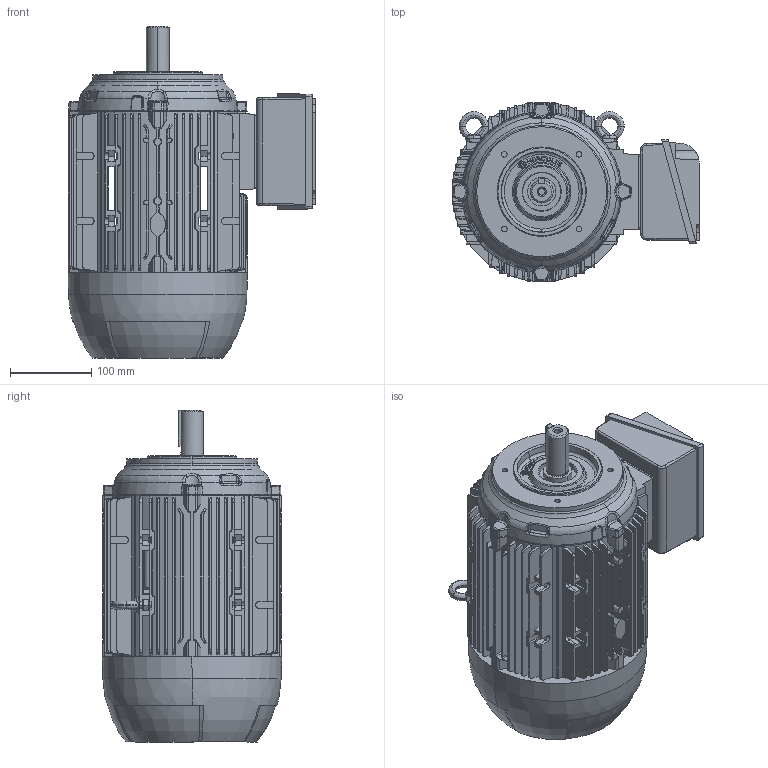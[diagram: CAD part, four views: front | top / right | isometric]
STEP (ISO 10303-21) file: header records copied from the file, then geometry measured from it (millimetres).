
FILE_DESCRIPTION (( 'STEP AP203' ), '1' );
FILE_NAME ('112S_SP_DI_LEFT.STEP', '2022-06-28T18:59:28', ( '' ), ( '' ), 'SwSTEP 2.0', 'SolidWorks 2020', '' );
FILE_SCHEMA (( 'CONFIG_CONTROL_DESIGN' ));
Length unit declared in the file: millimetre
Products named in the file (1): 112S_SP_DI_LEFT
Bounding box: 305.07 x 220.75 x 408.5 mm (x, y, z)
Surface area: 677658.9 mm2 (no closed solid volume)
Topology: 0 solids, 15 shells, 1801 faces, 5343 edges, 3551 vertices
Faces by surface type: plane 968, cylinder 373, cone 210, bspline 158, torus 78, sphere 14
Entity records: 67908 total; most frequent: CARTESIAN_POINT 23785, ORIENTED_EDGE 9784, DIRECTION 7980, EDGE_CURVE 5337, VERTEX_POINT 3551, LINE 2878, VECTOR 2878, AXIS2_PLACEMENT_3D 2551
